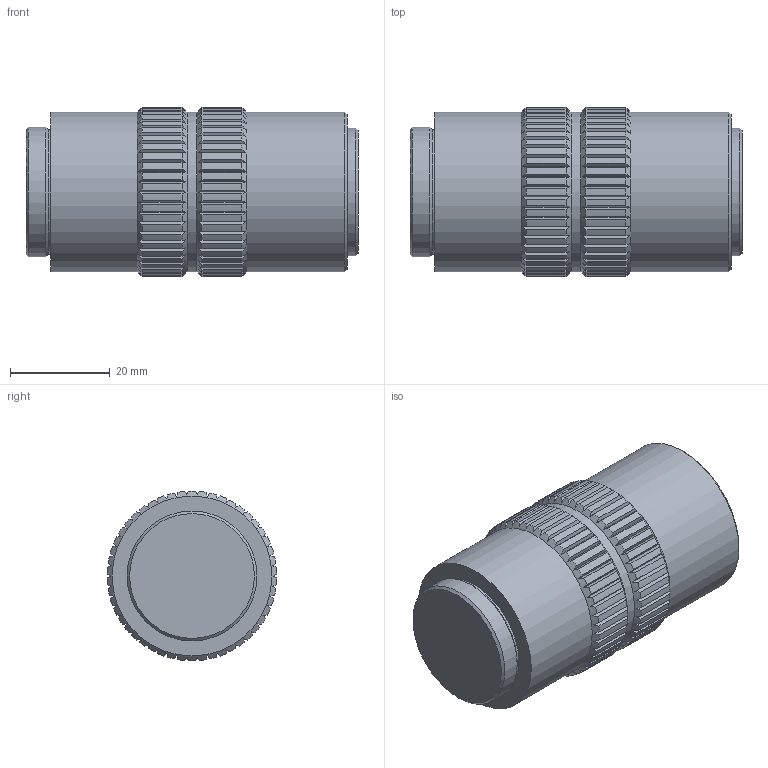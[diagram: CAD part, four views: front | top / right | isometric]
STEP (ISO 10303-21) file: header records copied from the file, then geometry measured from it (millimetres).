
FILE_DESCRIPTION((''),'2;1');
FILE_NAME('62829.stp','2006-11-30T12:12:46',('PODLENA'),(''),'Autodesk Inventor 11','Autodesk Inventor 11','');
FILE_SCHEMA(('AUTOMOTIVE_DESIGN { 1 0 10303 214 1 1 1 1 }'));
Length unit declared in the file: millimetre
Products named in the file (1): 62829
Bounding box: 66.5 x 33.99 x 34 mm (x, y, z)
Volume: 53053.3 mm3; surface area: 9124.9 mm2
Topology: 1 solids, 1 shells, 318 faces, 929 edges, 615 vertices
Faces by surface type: plane 204, cylinder 106, cone 8
Full cylindrical faces by diameter (mm): 25 x1, 25.5 x1, 26 x1, 32 x3
Entity records: 10057 total; most frequent: CARTESIAN_POINT 2649, ORIENTED_EDGE 1830, DIRECTION 1368, EDGE_CURVE 915, VERTEX_POINT 615, AXIS2_PLACEMENT_3D 534, EDGE_LOOP 334, FACE_OUTER_BOUND 318
